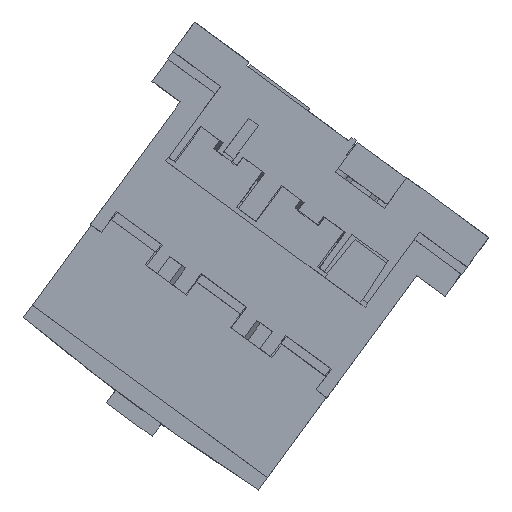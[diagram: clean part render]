
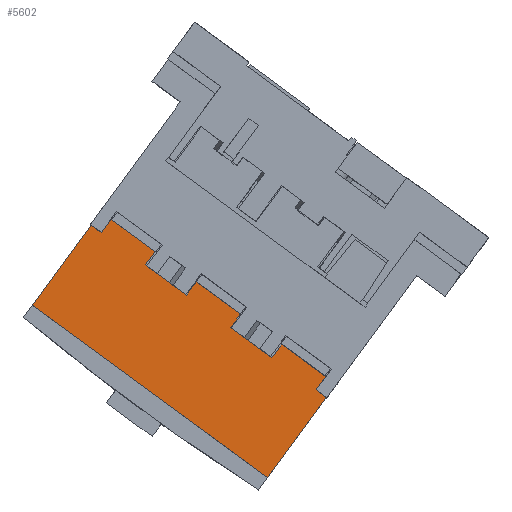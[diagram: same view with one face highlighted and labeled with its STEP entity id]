
A CAD part, left-side view. The second image highlights one B-rep face of the part: STEP entity #5602.
In plain terms, the highlighted face is planar.
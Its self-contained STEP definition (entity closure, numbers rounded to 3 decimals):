
#3673=FACE_OUTER_BOUND('',#9554,.T.);
#5602=ADVANCED_FACE('',(#3673),#7394,.T.);
#7394=PLANE('',#43707);
#9554=EDGE_LOOP('',(#18891,#18892,#18893,#18894,#18895,#18896,#18897,#18898,
#18899,#18900,#18901,#18902,#18903,#18904,#18905,#18906));
#18891=ORIENTED_EDGE('',*,*,#30139,.F.);
#18892=ORIENTED_EDGE('',*,*,#30140,.T.);
#18893=ORIENTED_EDGE('',*,*,#30141,.F.);
#18894=ORIENTED_EDGE('',*,*,#30142,.T.);
#18895=ORIENTED_EDGE('',*,*,#30143,.T.);
#18896=ORIENTED_EDGE('',*,*,#30144,.T.);
#18897=ORIENTED_EDGE('',*,*,#30145,.F.);
#18898=ORIENTED_EDGE('',*,*,#30146,.T.);
#18899=ORIENTED_EDGE('',*,*,#30147,.T.);
#18900=ORIENTED_EDGE('',*,*,#30148,.T.);
#18901=ORIENTED_EDGE('',*,*,#30149,.F.);
#18902=ORIENTED_EDGE('',*,*,#30150,.T.);
#18903=ORIENTED_EDGE('',*,*,#30151,.T.);
#18904=ORIENTED_EDGE('',*,*,#30152,.T.);
#18905=ORIENTED_EDGE('',*,*,#30089,.T.);
#18906=ORIENTED_EDGE('',*,*,#30061,.F.);
#24927=VERTEX_POINT('',#62920);
#24928=VERTEX_POINT('',#62922);
#24954=VERTEX_POINT('',#62977);
#25001=VERTEX_POINT('',#63075);
#25002=VERTEX_POINT('',#63079);
#25003=VERTEX_POINT('',#63081);
#25004=VERTEX_POINT('',#63083);
#25005=VERTEX_POINT('',#63085);
#25006=VERTEX_POINT('',#63087);
#25007=VERTEX_POINT('',#63089);
#25008=VERTEX_POINT('',#63091);
#25009=VERTEX_POINT('',#63093);
#25010=VERTEX_POINT('',#63095);
#25011=VERTEX_POINT('',#63097);
#25012=VERTEX_POINT('',#63099);
#25013=VERTEX_POINT('',#63101);
#30061=EDGE_CURVE('',#24927,#24928,#35408,.T.);
#30089=EDGE_CURVE('',#24954,#24928,#35436,.T.);
#30139=EDGE_CURVE('',#25001,#24927,#35470,.T.);
#30140=EDGE_CURVE('',#25001,#25002,#35471,.T.);
#30141=EDGE_CURVE('',#25003,#25002,#35472,.T.);
#30142=EDGE_CURVE('',#25003,#25004,#35473,.T.);
#30143=EDGE_CURVE('',#25004,#25005,#35474,.T.);
#30144=EDGE_CURVE('',#25005,#25006,#35475,.T.);
#30145=EDGE_CURVE('',#25007,#25006,#35476,.T.);
#30146=EDGE_CURVE('',#25007,#25008,#35477,.T.);
#30147=EDGE_CURVE('',#25008,#25009,#35478,.T.);
#30148=EDGE_CURVE('',#25009,#25010,#35479,.T.);
#30149=EDGE_CURVE('',#25011,#25010,#35480,.T.);
#30150=EDGE_CURVE('',#25011,#25012,#35481,.T.);
#30151=EDGE_CURVE('',#25012,#25013,#35482,.T.);
#30152=EDGE_CURVE('',#25013,#24954,#35483,.T.);
#35408=LINE('',#62921,#40557);
#35436=LINE('',#62976,#40585);
#35470=LINE('',#63076,#40619);
#35471=LINE('',#63078,#40620);
#35472=LINE('',#63080,#40621);
#35473=LINE('',#63082,#40622);
#35474=LINE('',#63084,#40623);
#35475=LINE('',#63086,#40624);
#35476=LINE('',#63088,#40625);
#35477=LINE('',#63090,#40626);
#35478=LINE('',#63092,#40627);
#35479=LINE('',#63094,#40628);
#35480=LINE('',#63096,#40629);
#35481=LINE('',#63098,#40630);
#35482=LINE('',#63100,#40631);
#35483=LINE('',#63102,#40632);
#40557=VECTOR('',#51692,1.);
#40585=VECTOR('',#51722,1.);
#40619=VECTOR('',#51792,1.);
#40620=VECTOR('',#51795,1.);
#40621=VECTOR('',#51796,1.);
#40622=VECTOR('',#51797,1.);
#40623=VECTOR('',#51798,1.);
#40624=VECTOR('',#51799,1.);
#40625=VECTOR('',#51800,1.);
#40626=VECTOR('',#51801,1.);
#40627=VECTOR('',#51802,1.);
#40628=VECTOR('',#51803,1.);
#40629=VECTOR('',#51804,1.);
#40630=VECTOR('',#51805,1.);
#40631=VECTOR('',#51806,1.);
#40632=VECTOR('',#51807,1.);
#43707=AXIS2_PLACEMENT_3D('',#63103,#51808,#51809);
#51692=DIRECTION('',(-1.,0.,0.));
#51722=DIRECTION('',(0.,1.,0.));
#51792=DIRECTION('',(0.,1.,0.));
#51795=DIRECTION('',(-1.,0.,0.));
#51796=DIRECTION('',(0.,1.,0.));
#51797=DIRECTION('',(-1.,0.,0.));
#51798=DIRECTION('',(0.,1.,0.));
#51799=DIRECTION('',(-1.,0.,0.));
#51800=DIRECTION('',(0.,1.,0.));
#51801=DIRECTION('',(-1.,0.,0.));
#51802=DIRECTION('',(0.,1.,0.));
#51803=DIRECTION('',(-1.,0.,0.));
#51804=DIRECTION('',(0.,1.,0.));
#51805=DIRECTION('',(-1.,0.,0.));
#51806=DIRECTION('',(0.,1.,0.));
#51807=DIRECTION('',(-1.,0.,0.));
#51808=DIRECTION('',(0.,0.,-1.));
#51809=DIRECTION('',(1.,0.,0.));
#62920=CARTESIAN_POINT('',(48.,38.3,-50.));
#62921=CARTESIAN_POINT('',(48.,38.3,-50.));
#62922=CARTESIAN_POINT('',(-48.,38.3,-50.));
#62976=CARTESIAN_POINT('',(-48.,5.6,-50.));
#62977=CARTESIAN_POINT('',(-48.,5.6,-50.));
#63075=CARTESIAN_POINT('',(48.,5.6,-50.));
#63076=CARTESIAN_POINT('',(48.,5.6,-50.));
#63078=CARTESIAN_POINT('',(48.,5.6,-50.));
#63079=CARTESIAN_POINT('',(43.8,5.6,-50.));
#63080=CARTESIAN_POINT('',(43.8,0.,-50.));
#63081=CARTESIAN_POINT('',(43.8,0.,-50.));
#63082=CARTESIAN_POINT('',(43.8,0.,-50.));
#63083=CARTESIAN_POINT('',(25.8,0.,-50.));
#63084=CARTESIAN_POINT('',(25.8,0.,-50.));
#63085=CARTESIAN_POINT('',(25.8,5.6,-50.));
#63086=CARTESIAN_POINT('',(25.8,5.6,-50.));
#63087=CARTESIAN_POINT('',(9.,5.6,-50.));
#63088=CARTESIAN_POINT('',(9.,0.,-50.));
#63089=CARTESIAN_POINT('',(9.,0.,-50.));
#63090=CARTESIAN_POINT('',(9.,0.,-50.));
#63091=CARTESIAN_POINT('',(-9.,0.,-50.));
#63092=CARTESIAN_POINT('',(-9.,0.,-50.));
#63093=CARTESIAN_POINT('',(-9.,5.6,-50.));
#63094=CARTESIAN_POINT('',(-9.,5.6,-50.));
#63095=CARTESIAN_POINT('',(-25.8,5.6,-50.));
#63096=CARTESIAN_POINT('',(-25.8,0.,-50.));
#63097=CARTESIAN_POINT('',(-25.8,0.,-50.));
#63098=CARTESIAN_POINT('',(-25.8,0.,-50.));
#63099=CARTESIAN_POINT('',(-43.8,0.,-50.));
#63100=CARTESIAN_POINT('',(-43.8,0.,-50.));
#63101=CARTESIAN_POINT('',(-43.8,5.6,-50.));
#63102=CARTESIAN_POINT('',(-43.8,5.6,-50.));
#63103=CARTESIAN_POINT('',(48.,0.,-50.));
